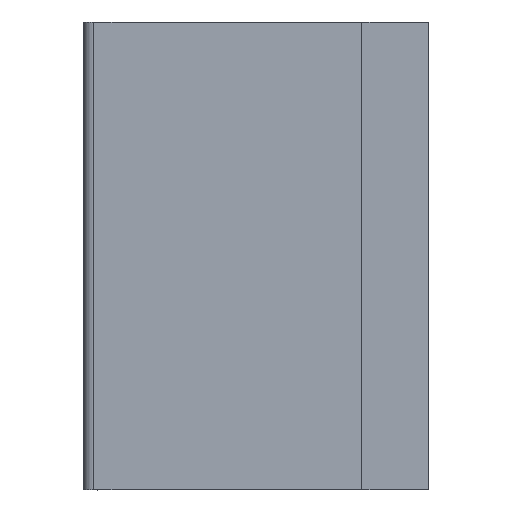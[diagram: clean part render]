
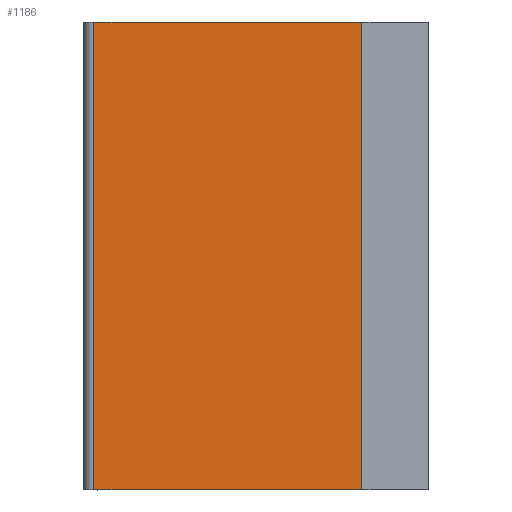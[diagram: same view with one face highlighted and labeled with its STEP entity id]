
A CAD part, left-side view. The second image highlights one B-rep face of the part: STEP entity #1186.
In plain terms, the highlighted planar face has unit normal (-1, 0, 0).
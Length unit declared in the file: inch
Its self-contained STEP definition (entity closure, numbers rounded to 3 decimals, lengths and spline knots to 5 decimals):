
#19 = CARTESIAN_POINT ( 'NONE',  ( -1.1875, 0.691, -1.3125 ) ) ;
#124 = VECTOR ( 'NONE', #2305, 39.37008 ) ;
#205 = DIRECTION ( 'NONE',  ( 0., 1., 0. ) ) ;
#436 = ORIENTED_EDGE ( 'NONE', *, *, #2483, .T. ) ;
#582 = CARTESIAN_POINT ( 'NONE',  ( -1.1875, -0.812, -1.3125 ) ) ;
#738 = CARTESIAN_POINT ( 'NONE',  ( -1.1875, -0.812, -1.90193 ) ) ;
#899 = CARTESIAN_POINT ( 'NONE',  ( -1.1875, 0., 1.3125 ) ) ;
#996 = DIRECTION ( 'NONE',  ( 1., 0., 0. ) ) ;
#1050 = VECTOR ( 'NONE', #3953, 39.37008 ) ;
#1142 = VECTOR ( 'NONE', #205, 39.37008 ) ;
#1164 = CARTESIAN_POINT ( 'NONE',  ( -1.1875, -0.812, 1.3125 ) ) ;
#1186 = ADVANCED_FACE ( 'NONE', ( #4990 ), #2943, .F. ) ;
#1285 = CARTESIAN_POINT ( 'NONE',  ( -1.1875, 0.691, -1.3125 ) ) ;
#1457 = CARTESIAN_POINT ( 'NONE',  ( -1.1875, 0., -1.3125 ) ) ;
#1512 = EDGE_CURVE ( 'NONE', #2059, #3058, #2662, .T. ) ;
#2059 = VERTEX_POINT ( 'NONE', #582 ) ;
#2305 = DIRECTION ( 'NONE',  ( 0., 0., 1. ) ) ;
#2409 = ORIENTED_EDGE ( 'NONE', *, *, #1512, .F. ) ;
#2472 = DIRECTION ( 'NONE',  ( 0., 1., 0. ) ) ;
#2483 = EDGE_CURVE ( 'NONE', #3760, #3058, #2738, .T. ) ;
#2662 = LINE ( 'NONE', #4556, #1142 ) ;
#2738 = LINE ( 'NONE', #19, #1050 ) ;
#2920 = VERTEX_POINT ( 'NONE', #1164 ) ;
#2943 = PLANE ( 'NONE',  #4439 ) ;
#3058 = VERTEX_POINT ( 'NONE', #1285 ) ;
#3107 = EDGE_CURVE ( 'NONE', #2920, #3760, #4441, .T. ) ;
#3175 = CARTESIAN_POINT ( 'NONE',  ( -1.1875, 0.691, 1.3125 ) ) ;
#3559 = EDGE_LOOP ( 'NONE', ( #4311, #436, #2409, #4125 ) ) ;
#3760 = VERTEX_POINT ( 'NONE', #3175 ) ;
#3953 = DIRECTION ( 'NONE',  ( 0., 0., -1. ) ) ;
#4028 = VECTOR ( 'NONE', #2472, 39.37008 ) ;
#4125 = ORIENTED_EDGE ( 'NONE', *, *, #4921, .T. ) ;
#4311 = ORIENTED_EDGE ( 'NONE', *, *, #3107, .T. ) ;
#4439 = AXIS2_PLACEMENT_3D ( 'NONE', #1457, #996, #4537 ) ;
#4441 = LINE ( 'NONE', #899, #4028 ) ;
#4537 = DIRECTION ( 'NONE',  ( 0., 1., 0. ) ) ;
#4556 = CARTESIAN_POINT ( 'NONE',  ( -1.1875, 0., -1.3125 ) ) ;
#4921 = EDGE_CURVE ( 'NONE', #2059, #2920, #5121, .T. ) ;
#4990 = FACE_OUTER_BOUND ( 'NONE', #3559, .T. ) ;
#5121 = LINE ( 'NONE', #738, #124 ) ;
